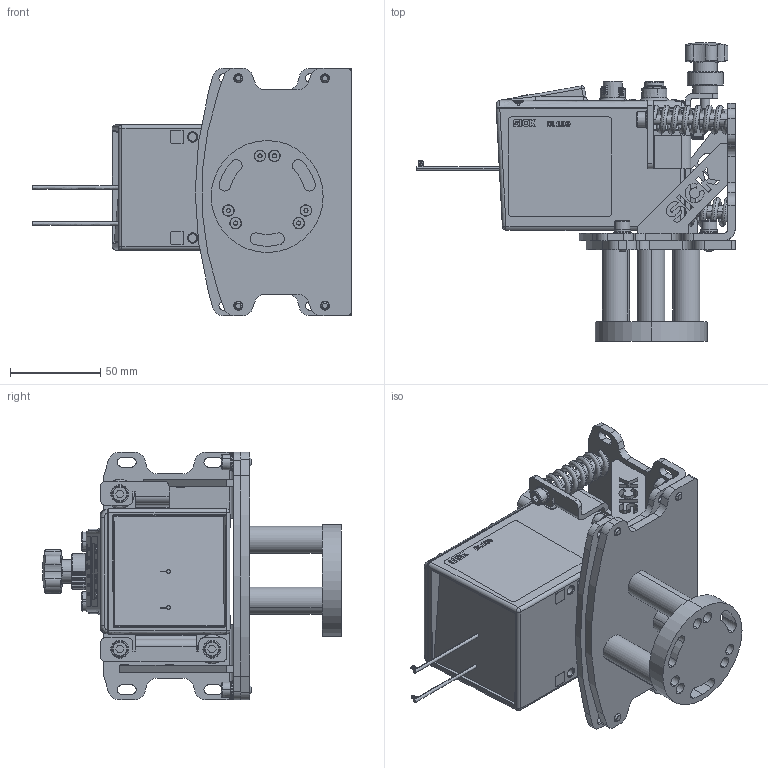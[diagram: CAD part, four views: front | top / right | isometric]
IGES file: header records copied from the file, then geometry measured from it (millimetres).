
Start section: SolidWorks IGES file using analytic representation for surfaces
Global section: file name: 2065223-S097308.IGS; native system: SolidWorks 2012; preprocessor: SolidWorks 2012; author: SYSTEM; date: 121106.220630; units: millimetre
Bounding box: 176.3 x 165.45 x 137 mm (x, y, z)
Volume: 101935.6 mm3; surface area: 164740.8 mm2
Topology: 5 solids, 38 shells, 3205 faces, 9315 edges, 6324 vertices
Faces by surface type: revolution 1397, plane 1265, bspline 543
